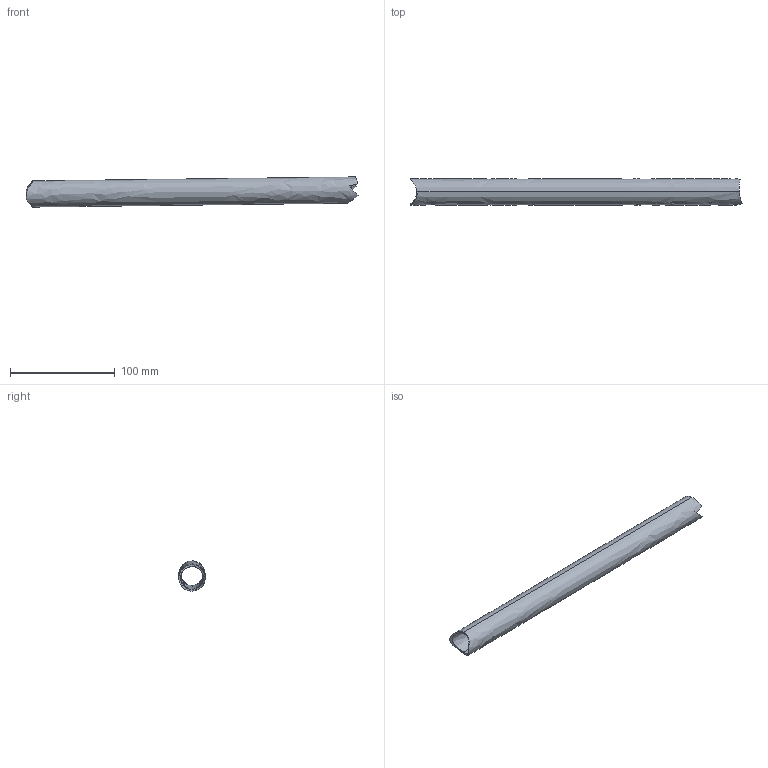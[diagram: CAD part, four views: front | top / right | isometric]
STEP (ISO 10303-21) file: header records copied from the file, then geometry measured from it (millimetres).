
FILE_DESCRIPTION(('CATIA V5 STEP Exchange'),'2;1');
FILE_NAME('924.stp','2017-12-21T20:57:18+00:00',('none'),('none'),'CATIA Version 5 Release 19 SP 2 (IN-10)','CATIA V5 STEP AP203','none');
FILE_SCHEMA(('CONFIG_CONTROL_DESIGN'));
Length unit declared in the file: millimetre
Products named in the file (1): Shape_924
Bounding box: 316.72 x 25 x 28.79 mm (x, y, z)
Volume: 33845.9 mm3; surface area: 45597.5 mm2
Topology: 1 solids, 1 shells, 10 faces, 33 edges, 23 vertices
Faces by surface type: extrusion 4, bspline 4, cylinder 2
Entity records: 756 total; most frequent: CARTESIAN_POINT 498, ORIENTED_EDGE 66, EDGE_CURVE 33, B_SPLINE_CURVE_WITH_KNOTS 29, VERTEX_POINT 23, DIRECTION 10, ADVANCED_FACE 10, EDGE_LOOP 10
